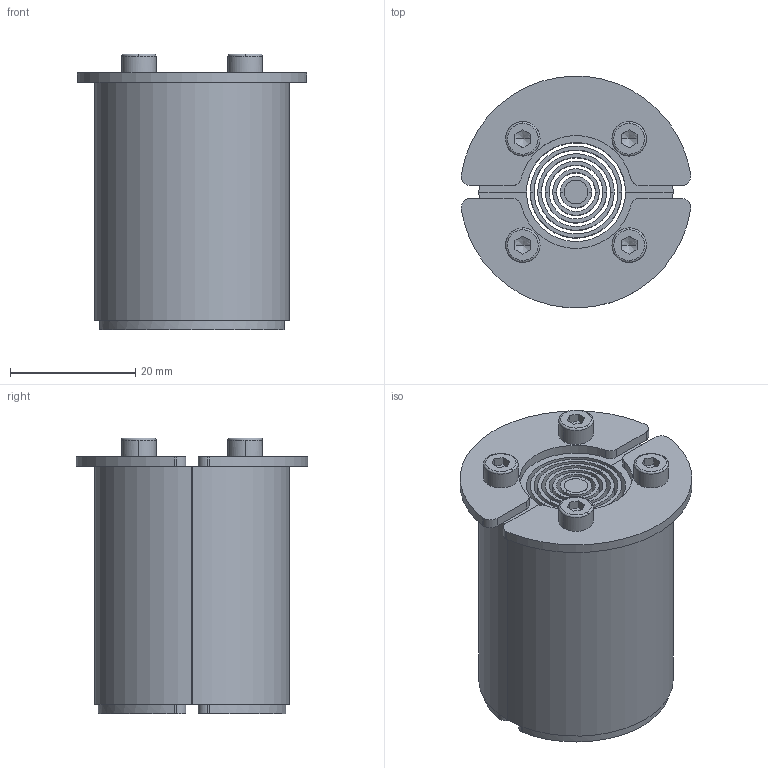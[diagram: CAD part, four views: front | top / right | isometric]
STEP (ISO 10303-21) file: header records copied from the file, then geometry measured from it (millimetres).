
FILE_DESCRIPTION((''),'2;1');
FILE_NAME('RS31.stp','2009-08-14T11:13:43',('JE BOHLIN'),('Roxtec International AB'),'Mechanical Desktop 2005','Mechanical Desktop 2005',', , ');
FILE_SCHEMA(('CONFIG_CONTROL_DESIGN'));
Length unit declared in the file: millimetre
Products named in the file (8): RS31; HALF ; FRONT; PART1; REAR; CYLINDER HEAD CAP SCREW - DIN 912 - M3 X 30; CORE; DIN912_MC6S_M5x40
Assembly tree (9 placements, depth 3):
  RS31
    HALF   x2
      FRONT
      PART1
      REAR
      CYLINDER HEAD CAP SCREW - DIN 912 - M3 X 30
    CORE
    DIN912_MC6S_M5x40
Bounding box: 36.63 x 36.97 x 44 mm (x, y, z)
Surface area: 26263.2 mm2 (no closed solid volume)
Topology: 0 solids, 0 shells, 216 faces, 1020 edges, 1014 vertices
Faces by surface type: bspline 216
Entity records: 4482 total; most frequent: CARTESIAN_POINT 3092, COMPOSITE_CURVE_SEGMENT 430, QUASI_UNIFORM_CURVE 327, PCURVE 161, CURVE_BOUNDED_SURFACE 93, OUTER_BOUNDARY_CURVE 91, QUASI_UNIFORM_SURFACE 43, DIRECTION 20
